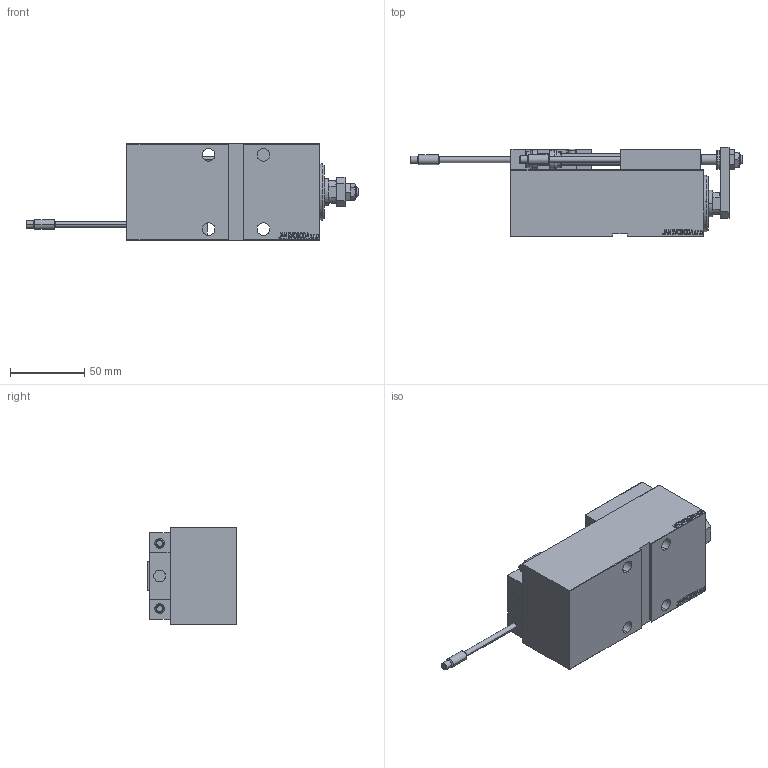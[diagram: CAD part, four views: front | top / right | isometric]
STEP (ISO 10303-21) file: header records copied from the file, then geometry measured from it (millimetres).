
FILE_DESCRIPTION (( 'STEP AP203' ), '1' );
FILE_NAME ('c7a3.STEP', '2021-03-19T09:53:42', ( '' ), ( '' ), 'SwSTEP 2.0', 'SolidWorks 2019', '' );
FILE_SCHEMA (( 'CONFIG_CONTROL_DESIGN' ));
Length unit declared in the file: millimetre
Products named in the file (16): NUT_D12 1d1710211a4fc4eb85367debfc69aa7f; KONCOVKA_Y 1d1710211a4fc4eb85367debfc69aa7f; ALLEN BOLT D5 1d1710211a4fc4eb85367debfc69aa7f; c7a3; Block 1d1710211a4fc4eb85367debfc69aa7f; ALLEN BOLT D8 1d1710211a4fc4eb85367debfc69aa7f; NUT_D10 1d1710211a4fc4eb85367debfc69aa7f; V450CM_VC_G 1d1710211a4fc4eb85367debfc69aa7f; ZARAZKA 1d1710211a4fc4eb85367debfc69aa7f; MAGNET 1d1710211a4fc4eb85367debfc69aa7f; V450CM_G_VCP 1d1710211a4fc4eb85367debfc69aa7f; SWITCH DIM B,W 1d1710211a4fc4eb85367debfc69aa7f; TYC_L79 1d1710211a4fc4eb85367debfc69aa7f; SWITCH_X_FRONT_BACK 1d1710211a4fc4eb85367debfc69aa7f; SWITCH X 1d1710211a4fc4eb85367debfc69aa7f; V450CM_G 1d1710211a4fc4eb85367debfc69aa7f
Assembly tree (25 placements, depth 3):
  c7a3
    V450CM_G 1d1710211a4fc4eb85367debfc69aa7f
    V450CM_G_VCP 1d1710211a4fc4eb85367debfc69aa7f
    V450CM_VC_G 1d1710211a4fc4eb85367debfc69aa7f
    SWITCH X 1d1710211a4fc4eb85367debfc69aa7f
      SWITCH_X_FRONT_BACK 1d1710211a4fc4eb85367debfc69aa7f  x2
      TYC_L79 1d1710211a4fc4eb85367debfc69aa7f
      Block 1d1710211a4fc4eb85367debfc69aa7f  x2
      ALLEN BOLT D5 1d1710211a4fc4eb85367debfc69aa7f  x4
      ALLEN BOLT D8 1d1710211a4fc4eb85367debfc69aa7f  x4
      MAGNET 1d1710211a4fc4eb85367debfc69aa7f  x2
      KONCOVKA_Y 1d1710211a4fc4eb85367debfc69aa7f  x2
    ZARAZKA 1d1710211a4fc4eb85367debfc69aa7f
    NUT_D10 1d1710211a4fc4eb85367debfc69aa7f
    NUT_D12 1d1710211a4fc4eb85367debfc69aa7f
    SWITCH DIM B,W 1d1710211a4fc4eb85367debfc69aa7f
Bounding box: 223.7 x 60.5 x 65 mm (x, y, z)
Volume: 399077.3 mm3; surface area: 90513.4 mm2
Topology: 24 solids, 24 shells, 1302 faces, 3114 edges, 1986 vertices
Faces by surface type: plane 569, bspline 380, cylinder 180, cone 121, torus 48, sphere 4
Entity records: 49963 total; most frequent: CARTESIAN_POINT 25403, ORIENTED_EDGE 5204, DIRECTION 3487, EDGE_CURVE 2602, VERTEX_POINT 1698, VECTOR 1507, LINE 1507, EDGE_LOOP 1196
